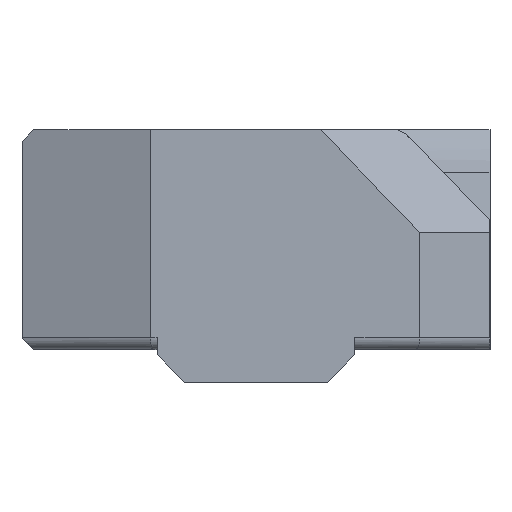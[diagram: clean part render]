
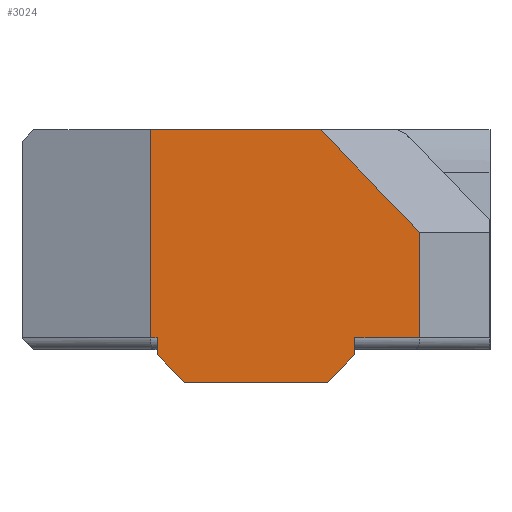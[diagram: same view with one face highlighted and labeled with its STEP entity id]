
A CAD part, left-side view. The second image highlights one B-rep face of the part: STEP entity #3024.
In plain terms, the highlighted planar face has unit normal (-1, 0, 0).
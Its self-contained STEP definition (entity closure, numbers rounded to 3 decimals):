
#158=PLANE('',#3266);
#324=FACE_OUTER_BOUND('',#507,.T.);
#507=EDGE_LOOP('',(#2493,#2494,#2495,#2496,#2497,#2498,#2499,#2500,#2501,
#2502,#2503));
#791=LINE('',#4740,#1141);
#792=LINE('',#4743,#1142);
#796=LINE('',#4751,#1146);
#797=LINE('',#4753,#1147);
#798=LINE('',#4755,#1148);
#799=LINE('',#4757,#1149);
#800=LINE('',#4759,#1150);
#801=LINE('',#4761,#1151);
#802=LINE('',#4763,#1152);
#803=LINE('',#4765,#1153);
#804=LINE('',#4766,#1154);
#1141=VECTOR('',#3866,10.);
#1142=VECTOR('',#3869,10.);
#1146=VECTOR('',#3875,10.);
#1147=VECTOR('',#3876,10.);
#1148=VECTOR('',#3877,10.);
#1149=VECTOR('',#3878,10.);
#1150=VECTOR('',#3879,10.);
#1151=VECTOR('',#3880,10.);
#1152=VECTOR('',#3881,10.);
#1153=VECTOR('',#3882,10.);
#1154=VECTOR('',#3883,10.);
#1497=VERTEX_POINT('',#4732);
#1499=VERTEX_POINT('',#4738);
#1500=VERTEX_POINT('',#4742);
#1503=VERTEX_POINT('',#4750);
#1504=VERTEX_POINT('',#4752);
#1505=VERTEX_POINT('',#4754);
#1506=VERTEX_POINT('',#4756);
#1507=VERTEX_POINT('',#4758);
#1508=VERTEX_POINT('',#4760);
#1509=VERTEX_POINT('',#4762);
#1510=VERTEX_POINT('',#4764);
#1852=EDGE_CURVE('',#1499,#1497,#791,.T.);
#1853=EDGE_CURVE('',#1497,#1500,#792,.T.);
#1857=EDGE_CURVE('',#1503,#1499,#796,.T.);
#1858=EDGE_CURVE('',#1504,#1503,#797,.T.);
#1859=EDGE_CURVE('',#1505,#1504,#798,.T.);
#1860=EDGE_CURVE('',#1506,#1505,#799,.T.);
#1861=EDGE_CURVE('',#1507,#1506,#800,.T.);
#1862=EDGE_CURVE('',#1508,#1507,#801,.T.);
#1863=EDGE_CURVE('',#1509,#1508,#802,.T.);
#1864=EDGE_CURVE('',#1510,#1509,#803,.T.);
#1865=EDGE_CURVE('',#1500,#1510,#804,.T.);
#2493=ORIENTED_EDGE('',*,*,#1852,.F.);
#2494=ORIENTED_EDGE('',*,*,#1857,.F.);
#2495=ORIENTED_EDGE('',*,*,#1858,.F.);
#2496=ORIENTED_EDGE('',*,*,#1859,.F.);
#2497=ORIENTED_EDGE('',*,*,#1860,.F.);
#2498=ORIENTED_EDGE('',*,*,#1861,.F.);
#2499=ORIENTED_EDGE('',*,*,#1862,.F.);
#2500=ORIENTED_EDGE('',*,*,#1863,.F.);
#2501=ORIENTED_EDGE('',*,*,#1864,.F.);
#2502=ORIENTED_EDGE('',*,*,#1865,.F.);
#2503=ORIENTED_EDGE('',*,*,#1853,.F.);
#3024=ADVANCED_FACE('',(#324),#158,.T.);
#3266=AXIS2_PLACEMENT_3D('',#4749,#3873,#3874);
#3866=DIRECTION('',(0.,1.,0.));
#3869=DIRECTION('',(0.,0.,1.));
#3873=DIRECTION('center_axis',(-1.,0.,0.));
#3874=DIRECTION('ref_axis',(0.,-1.,0.));
#3875=DIRECTION('',(0.,0.,1.));
#3876=DIRECTION('',(0.,0.707,0.707));
#3877=DIRECTION('',(0.,1.,0.));
#3878=DIRECTION('',(0.,0.707,-0.707));
#3879=DIRECTION('',(0.,0.,-1.));
#3880=DIRECTION('',(0.,1.,0.));
#3881=DIRECTION('',(0.,0.,-1.));
#3882=DIRECTION('',(0.,-0.694,-0.72));
#3883=DIRECTION('',(0.,-1.,0.));
#4732=CARTESIAN_POINT('',(-26.,14.5,0.5));
#4738=CARTESIAN_POINT('',(-26.,14.225,0.5));
#4740=CARTESIAN_POINT('',(-26.,12.25,0.5));
#4742=CARTESIAN_POINT('',(-26.,14.5,9.4));
#4743=CARTESIAN_POINT('',(-26.,14.5,0.));
#4749=CARTESIAN_POINT('Origin',(-26.,14.5,0.));
#4750=CARTESIAN_POINT('',(-26.,14.225,-0.225));
#4751=CARTESIAN_POINT('',(-26.,14.225,-0.35));
#4752=CARTESIAN_POINT('',(-26.,13.05,-1.4));
#4753=CARTESIAN_POINT('',(-26.,13.05,-1.4));
#4754=CARTESIAN_POINT('',(-26.,6.95,-1.4));
#4755=CARTESIAN_POINT('',(-26.,11.525,-1.4));
#4756=CARTESIAN_POINT('',(-26.,5.775,-0.225));
#4757=CARTESIAN_POINT('',(-26.,7.538,-1.988));
#4758=CARTESIAN_POINT('',(-26.,5.775,0.5));
#4759=CARTESIAN_POINT('',(-26.,5.775,-0.463));
#4760=CARTESIAN_POINT('',(-26.,3.,0.5));
#4761=CARTESIAN_POINT('',(-26.,12.25,0.5));
#4762=CARTESIAN_POINT('',(-26.,3.,5.));
#4763=CARTESIAN_POINT('',(-26.,3.,0.));
#4764=CARTESIAN_POINT('',(-26.,7.243,9.4));
#4765=CARTESIAN_POINT('',(-26.,4.001,6.039));
#4766=CARTESIAN_POINT('',(-26.,20.,9.4));
